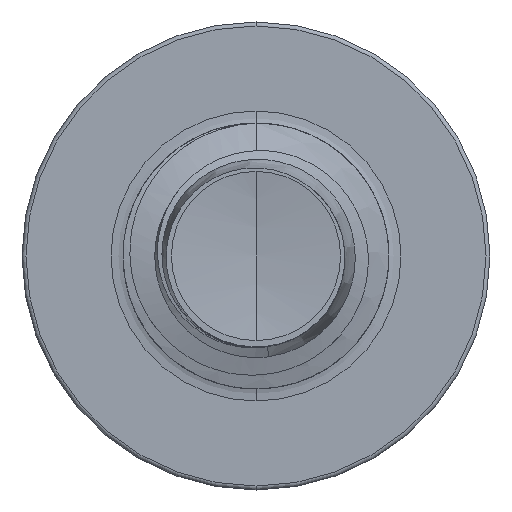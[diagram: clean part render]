
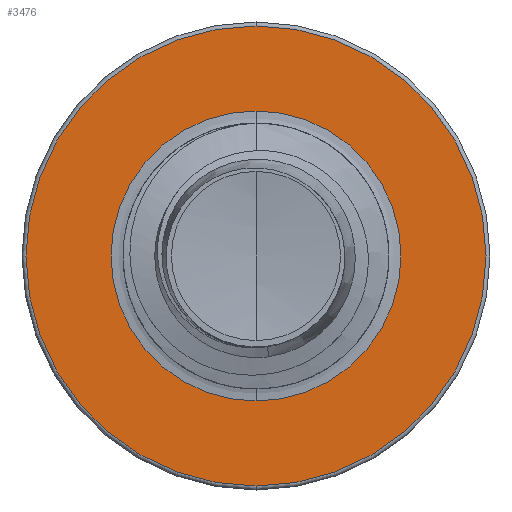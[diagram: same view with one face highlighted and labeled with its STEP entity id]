
A CAD part, front view. The second image highlights one B-rep face of the part: STEP entity #3476.
In plain terms, the highlighted planar face has unit normal (0, -1, 0).
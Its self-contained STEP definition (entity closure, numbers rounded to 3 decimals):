
#2577 = DIRECTION ( 'NONE',  ( 0., 1., 0. ) ) ;
#3476 = ADVANCED_FACE ( 'NONE', ( #11200, #17430 ), #34302, .F. ) ;
#3571 = ORIENTED_EDGE ( 'NONE', *, *, #12341, .F. ) ;
#3929 = AXIS2_PLACEMENT_3D ( 'NONE', #5327, #2577, #21955 ) ;
#5327 = CARTESIAN_POINT ( 'NONE',  ( 0., 11., -1.363 ) ) ;
#6923 = DIRECTION ( 'NONE',  ( 0., 1., 0. ) ) ;
#6967 = EDGE_LOOP ( 'NONE', ( #11259, #18323 ) ) ;
#9664 = DIRECTION ( 'NONE',  ( 0., 1., 0. ) ) ;
#10142 = EDGE_CURVE ( 'NONE', #28438, #32108, #16535, .T. ) ;
#10449 = DIRECTION ( 'NONE',  ( 0., 1., 0. ) ) ;
#10513 = AXIS2_PLACEMENT_3D ( 'NONE', #23125, #6923, #25622 ) ;
#11200 = FACE_OUTER_BOUND ( 'NONE', #33046, .T. ) ;
#11259 = ORIENTED_EDGE ( 'NONE', *, *, #12284, .T. ) ;
#12284 = EDGE_CURVE ( 'NONE', #30919, #19313, #23190, .T. ) ;
#12341 = EDGE_CURVE ( 'NONE', #32108, #28438, #16117, .T. ) ;
#12435 = AXIS2_PLACEMENT_3D ( 'NONE', #26214, #10449, #28660 ) ;
#15075 = CARTESIAN_POINT ( 'NONE',  ( 0., 11., 0. ) ) ;
#15239 = AXIS2_PLACEMENT_3D ( 'NONE', #25507, #9664, #27954 ) ;
#16117 = CIRCLE ( 'NONE', #25763, 2.163 ) ;
#16535 = CIRCLE ( 'NONE', #10513, 2.163 ) ;
#17430 = FACE_BOUND ( 'NONE', #6967, .T. ) ;
#17742 = DIRECTION ( 'NONE',  ( 0., 0., 1. ) ) ;
#18076 = CIRCLE ( 'NONE', #12435, 1.363 ) ;
#18323 = ORIENTED_EDGE ( 'NONE', *, *, #33903, .T. ) ;
#19313 = VERTEX_POINT ( 'NONE', #30741 ) ;
#21955 = DIRECTION ( 'NONE',  ( 0., 0., 1. ) ) ;
#23125 = CARTESIAN_POINT ( 'NONE',  ( 0., 11., 0. ) ) ;
#23190 = CIRCLE ( 'NONE', #15239, 1.363 ) ;
#24472 = ORIENTED_EDGE ( 'NONE', *, *, #10142, .F. ) ;
#25507 = CARTESIAN_POINT ( 'NONE',  ( 0., 11., 0. ) ) ;
#25622 = DIRECTION ( 'NONE',  ( 0., 0., 1. ) ) ;
#25763 = AXIS2_PLACEMENT_3D ( 'NONE', #15075, #32896, #17742 ) ;
#26214 = CARTESIAN_POINT ( 'NONE',  ( 0., 11., 0. ) ) ;
#27954 = DIRECTION ( 'NONE',  ( 0., 0., 1. ) ) ;
#28438 = VERTEX_POINT ( 'NONE', #29338 ) ;
#28660 = DIRECTION ( 'NONE',  ( 0., 0., 1. ) ) ;
#29338 = CARTESIAN_POINT ( 'NONE',  ( 0., 11., 2.163 ) ) ;
#30741 = CARTESIAN_POINT ( 'NONE',  ( 0., 11., -1.363 ) ) ;
#30919 = VERTEX_POINT ( 'NONE', #30935 ) ;
#30935 = CARTESIAN_POINT ( 'NONE',  ( 0., 11., 1.363 ) ) ;
#32108 = VERTEX_POINT ( 'NONE', #34236 ) ;
#32896 = DIRECTION ( 'NONE',  ( 0., 1., 0. ) ) ;
#33046 = EDGE_LOOP ( 'NONE', ( #24472, #3571 ) ) ;
#33903 = EDGE_CURVE ( 'NONE', #19313, #30919, #18076, .T. ) ;
#34236 = CARTESIAN_POINT ( 'NONE',  ( 0., 11., -2.162 ) ) ;
#34302 = PLANE ( 'NONE',  #3929 ) ;
